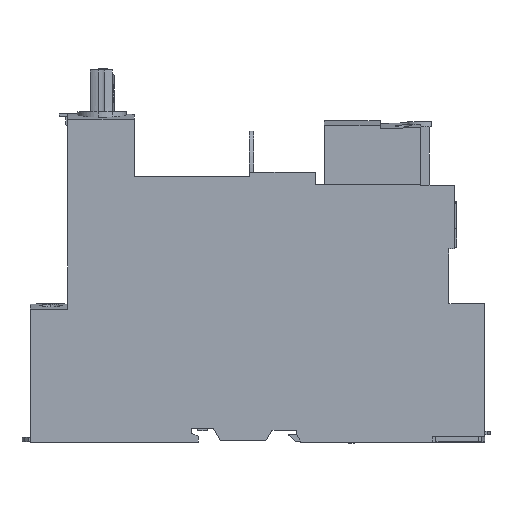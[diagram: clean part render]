
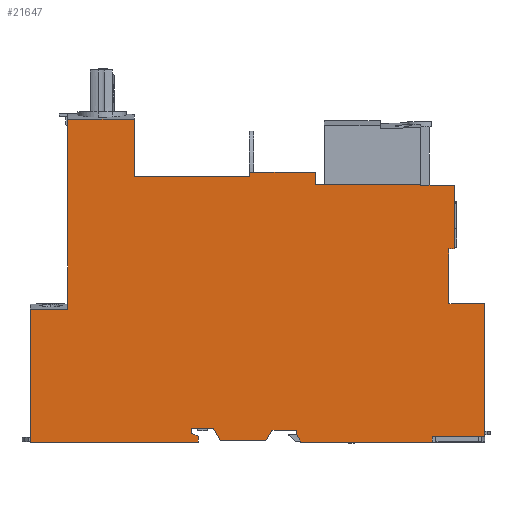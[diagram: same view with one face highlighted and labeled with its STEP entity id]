
A CAD part, left-side view. The second image highlights one B-rep face of the part: STEP entity #21647.
In plain terms, the highlighted planar face has unit normal (-1, 0, 0).
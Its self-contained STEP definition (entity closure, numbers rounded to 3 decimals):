
#156=DIRECTION('',(0.,1.,0.));
#157=VECTOR('',#156,11.45);
#158=CARTESIAN_POINT('',(0.,82.8,87.3));
#159=LINE('',#158,#157);
#3607=DIRECTION('',(0.,0.,-1.));
#3608=VECTOR('',#3607,64.352);
#3609=CARTESIAN_POINT('',(0.,213.9,109.699));
#3610=LINE('',#3609,#3608);
#3678=DIRECTION('',(0.,0.,1.));
#3679=VECTOR('',#3678,1.7);
#3680=CARTESIAN_POINT('',(0.,171.9,3.3));
#3681=LINE('',#3680,#3679);
#3685=DIRECTION('',(0.,0.906,0.423));
#3686=VECTOR('',#3685,2.538);
#3687=CARTESIAN_POINT('',(0.,169.6,2.227));
#3688=LINE('',#3687,#3686);
#3692=CARTESIAN_POINT('',(0.,226.3,0.6));
#3693=DIRECTION('',(1.,0.,0.));
#3694=DIRECTION('',(0.,0.,-1.));
#3695=AXIS2_PLACEMENT_3D('',#3692,#3693,#3694);
#3700=DIRECTION('',(0.,-1.,0.));
#3701=VECTOR('',#3700,12.7);
#3702=CARTESIAN_POINT('',(0.,226.6,45.346));
#3703=LINE('',#3702,#3701);
#3707=DIRECTION('',(0.,1.,0.));
#3708=VECTOR('',#3707,22.6);
#3709=CARTESIAN_POINT('',(0.,191.3,109.699));
#3710=LINE('',#3709,#3708);
#3714=DIRECTION('',(0.,0.,1.));
#3715=VECTOR('',#3714,1.373);
#3716=CARTESIAN_POINT('',(0.,152.228,90.3));
#3717=LINE('',#3716,#3715);
#3721=DIRECTION('',(0.,-1.,0.));
#3722=VECTOR('',#3721,22.33);
#3723=CARTESIAN_POINT('',(0.,152.228,91.673));
#3724=LINE('',#3723,#3722);
#3728=DIRECTION('',(0.,0.,-1.));
#3729=VECTOR('',#3728,0.173);
#3730=CARTESIAN_POINT('',(0.,94.25,87.473));
#3731=LINE('',#3730,#3729);
#3735=DIRECTION('',(0.,0.,1.));
#3736=VECTOR('',#3735,21.378);
#3737=CARTESIAN_POINT('',(0.,82.8,65.922));
#3738=LINE('',#3737,#3736);
#3742=CARTESIAN_POINT('',(0.,116.167,464.528));
#3743=DIRECTION('',(-1.,0.,0.));
#3744=DIRECTION('',(0.,-0.079,-0.997));
#3745=AXIS2_PLACEMENT_3D('',#3742,#3743,#3744);
#3750=DIRECTION('',(0.,0.,-1.));
#3751=VECTOR('',#3750,18.568);
#3752=CARTESIAN_POINT('',(0.,84.7,65.768));
#3753=LINE('',#3752,#3751);
#3757=DIRECTION('',(0.,-1.,0.));
#3758=VECTOR('',#3757,12.1);
#3759=CARTESIAN_POINT('',(0.,84.7,47.2));
#3760=LINE('',#3759,#3758);
#3764=DIRECTION('',(0.,1.,0.));
#3765=VECTOR('',#3764,17.7);
#3766=CARTESIAN_POINT('',(0.,72.6,2.1));
#3767=LINE('',#3766,#3765);
#3771=DIRECTION('',(0.,0.,-1.));
#3772=VECTOR('',#3771,1.8);
#3773=CARTESIAN_POINT('',(0.,90.3,2.1));
#3774=LINE('',#3773,#3772);
#3778=DIRECTION('',(0.,0.,-1.));
#3779=VECTOR('',#3778,1.402);
#3780=CARTESIAN_POINT('',(0.,136.3,4.3));
#3781=LINE('',#3780,#3779);
#3785=DIRECTION('',(0.,1.,0.));
#3786=VECTOR('',#3785,15.4);
#3787=CARTESIAN_POINT('',(0.,146.7,0.8));
#3788=LINE('',#3787,#3786);
#3792=DIRECTION('',(0.,-1.,0.));
#3793=VECTOR('',#3792,7.375);
#3794=CARTESIAN_POINT('',(0.,171.9,5.));
#3795=LINE('',#3794,#3793);
#3939=DIRECTION('',(0.,-0.5,-0.866));
#3940=VECTOR('',#3939,4.85);
#3941=CARTESIAN_POINT('',(0.,164.525,5.));
#3942=LINE('',#3941,#3940);
#4013=DIRECTION('',(0.,-0.5,0.866));
#4014=VECTOR('',#4013,4.041);
#4015=CARTESIAN_POINT('',(0.,146.7,0.8));
#4016=LINE('',#4015,#4014);
#4041=DIRECTION('',(0.,-1.,0.));
#4042=VECTOR('',#4041,8.379);
#4043=CARTESIAN_POINT('',(0.,144.679,4.3));
#4044=LINE('',#4043,#4042);
#4252=DIRECTION('',(0.,-1.,0.));
#4253=VECTOR('',#4252,44.5);
#4254=CARTESIAN_POINT('',(0.,134.8,0.3));
#4255=LINE('',#4254,#4253);
#5212=DIRECTION('',(0.,0.,1.));
#5213=VECTOR('',#5212,45.1);
#5214=CARTESIAN_POINT('',(0.,72.6,2.1));
#5215=LINE('',#5214,#5213);
#8012=DIRECTION('',(0.,-0.5,-0.866));
#8013=VECTOR('',#8012,3.);
#8014=CARTESIAN_POINT('',(0.,136.3,2.898));
#8015=LINE('',#8014,#8013);
#9683=DIRECTION('',(0.,-1.,0.));
#9684=VECTOR('',#9683,56.7);
#9685=CARTESIAN_POINT('',(0.,226.3,0.3));
#9686=LINE('',#9685,#9684);
#10791=DIRECTION('',(0.,0.,-1.));
#10792=VECTOR('',#10791,44.746);
#10793=CARTESIAN_POINT('',(0.,226.6,45.346));
#10794=LINE('',#10793,#10792);
#13369=DIRECTION('',(0.,0.,1.));
#13370=VECTOR('',#13369,1.927);
#13371=CARTESIAN_POINT('',(0.,169.6,0.3));
#13372=LINE('',#13371,#13370);
#13418=DIRECTION('',(0.,0.,1.));
#13419=VECTOR('',#13418,19.399);
#13420=CARTESIAN_POINT('',(0.,191.3,90.3));
#13421=LINE('',#13420,#13419);
#13587=DIRECTION('',(0.,1.,0.));
#13588=VECTOR('',#13587,39.072);
#13589=CARTESIAN_POINT('',(0.,152.228,90.3));
#13590=LINE('',#13589,#13588);
#13800=DIRECTION('',(0.,0.,1.));
#13801=VECTOR('',#13800,4.2);
#13802=CARTESIAN_POINT('',(0.,129.898,87.473));
#13803=LINE('',#13802,#13801);
#13835=DIRECTION('',(0.,1.,0.));
#13836=VECTOR('',#13835,35.648);
#13837=CARTESIAN_POINT('',(0.,94.25,87.473));
#13838=LINE('',#13837,#13836);
#15709=CARTESIAN_POINT('',(0.,169.6,2.227));
#15710=CARTESIAN_POINT('',(0.,171.9,3.3));
#15711=VERTEX_POINT('',#15709);
#15712=VERTEX_POINT('',#15710);
#15713=CARTESIAN_POINT('',(0.,171.9,5.));
#15714=VERTEX_POINT('',#15713);
#15715=CARTESIAN_POINT('',(0.,136.3,4.3));
#15716=CARTESIAN_POINT('',(0.,136.3,2.898));
#15717=VERTEX_POINT('',#15715);
#15718=VERTEX_POINT('',#15716);
#15729=CARTESIAN_POINT('',(0.,169.6,0.3));
#15730=VERTEX_POINT('',#15729);
#15733=CARTESIAN_POINT('',(0.,134.8,0.3));
#15734=VERTEX_POINT('',#15733);
#15737=CARTESIAN_POINT('',(0.,226.3,0.3));
#15738=CARTESIAN_POINT('',(0.,226.6,0.6));
#15739=VERTEX_POINT('',#15737);
#15740=VERTEX_POINT('',#15738);
#15741=CARTESIAN_POINT('',(0.,152.228,91.673));
#15742=CARTESIAN_POINT('',(0.,129.898,91.673));
#15743=VERTEX_POINT('',#15741);
#15744=VERTEX_POINT('',#15742);
#15749=CARTESIAN_POINT('',(0.,129.898,87.473));
#15751=VERTEX_POINT('',#15749);
#15753=CARTESIAN_POINT('',(0.,152.228,90.3));
#15754=CARTESIAN_POINT('',(0.,191.3,90.3));
#15755=VERTEX_POINT('',#15753);
#15756=VERTEX_POINT('',#15754);
#15925=CARTESIAN_POINT('',(0.,84.7,65.768));
#15926=CARTESIAN_POINT('',(0.,84.7,47.2));
#15927=VERTEX_POINT('',#15925);
#15928=VERTEX_POINT('',#15926);
#16523=CARTESIAN_POINT('',(0.,90.3,2.1));
#16524=CARTESIAN_POINT('',(0.,90.3,0.3));
#16525=VERTEX_POINT('',#16523);
#16526=VERTEX_POINT('',#16524);
#16959=CARTESIAN_POINT('',(0.,94.25,87.473));
#16960=CARTESIAN_POINT('',(0.,94.25,87.3));
#16961=VERTEX_POINT('',#16959);
#16962=VERTEX_POINT('',#16960);
#16973=CARTESIAN_POINT('',(0.,72.6,2.1));
#16974=VERTEX_POINT('',#16973);
#16975=CARTESIAN_POINT('',(0.,72.6,47.2));
#16976=VERTEX_POINT('',#16975);
#16979=CARTESIAN_POINT('',(0.,82.8,65.922));
#16980=CARTESIAN_POINT('',(0.,82.8,87.3));
#16981=VERTEX_POINT('',#16979);
#16982=VERTEX_POINT('',#16980);
#18212=CARTESIAN_POINT('',(0.,162.1,0.8));
#18214=VERTEX_POINT('',#18212);
#18216=CARTESIAN_POINT('',(0.,146.7,0.8));
#18218=VERTEX_POINT('',#18216);
#18220=CARTESIAN_POINT('',(0.,164.525,5.));
#18222=VERTEX_POINT('',#18220);
#18224=CARTESIAN_POINT('',(0.,144.679,4.3));
#18226=VERTEX_POINT('',#18224);
#18452=CARTESIAN_POINT('',(0.,191.3,109.699));
#18453=CARTESIAN_POINT('',(0.,213.9,109.699));
#18454=VERTEX_POINT('',#18452);
#18455=VERTEX_POINT('',#18453);
#18460=CARTESIAN_POINT('',(0.,226.6,45.346));
#18461=CARTESIAN_POINT('',(0.,213.9,45.346));
#18462=VERTEX_POINT('',#18460);
#18463=VERTEX_POINT('',#18461);
#21580=CARTESIAN_POINT('',(0.,0.,0.));
#21581=DIRECTION('',(1.,0.,0.));
#21582=DIRECTION('',(0.,0.,-1.));
#21583=AXIS2_PLACEMENT_3D('',#21580,#21581,#21582);
#21584=PLANE('',#21583);
#21586=ORIENTED_EDGE('',*,*,#21585,.F.);
#21588=ORIENTED_EDGE('',*,*,#21587,.F.);
#21590=ORIENTED_EDGE('',*,*,#21589,.F.);
#21592=ORIENTED_EDGE('',*,*,#21591,.F.);
#21594=ORIENTED_EDGE('',*,*,#21593,.F.);
#21596=ORIENTED_EDGE('',*,*,#21595,.T.);
#21598=ORIENTED_EDGE('',*,*,#21597,.F.);
#21600=ORIENTED_EDGE('',*,*,#21599,.T.);
#21601=ORIENTED_EDGE('',*,*,#21531,.F.);
#21602=ORIENTED_EDGE('',*,*,#20804,.F.);
#21604=ORIENTED_EDGE('',*,*,#21603,.F.);
#21606=ORIENTED_EDGE('',*,*,#21605,.F.);
#21608=ORIENTED_EDGE('',*,*,#21607,.T.);
#21610=ORIENTED_EDGE('',*,*,#21609,.T.);
#21612=ORIENTED_EDGE('',*,*,#21611,.F.);
#21614=ORIENTED_EDGE('',*,*,#21613,.F.);
#21616=ORIENTED_EDGE('',*,*,#21615,.T.);
#21617=ORIENTED_EDGE('',*,*,#18575,.F.);
#21618=ORIENTED_EDGE('',*,*,#19148,.F.);
#21620=ORIENTED_EDGE('',*,*,#21619,.F.);
#21622=ORIENTED_EDGE('',*,*,#21621,.T.);
#21624=ORIENTED_EDGE('',*,*,#21623,.T.);
#21626=ORIENTED_EDGE('',*,*,#21625,.F.);
#21628=ORIENTED_EDGE('',*,*,#21627,.T.);
#21630=ORIENTED_EDGE('',*,*,#21629,.T.);
#21632=ORIENTED_EDGE('',*,*,#21631,.F.);
#21634=ORIENTED_EDGE('',*,*,#21633,.F.);
#21636=ORIENTED_EDGE('',*,*,#21635,.F.);
#21638=ORIENTED_EDGE('',*,*,#21637,.F.);
#21640=ORIENTED_EDGE('',*,*,#21639,.F.);
#21642=ORIENTED_EDGE('',*,*,#21641,.T.);
#21644=ORIENTED_EDGE('',*,*,#21643,.F.);
#21645=EDGE_LOOP('',(#21586,#21588,#21590,#21592,#21594,#21596,#21598,#21600,
#21601,#21602,#21604,#21606,#21608,#21610,#21612,#21614,#21616,#21617,#21618,
#21620,#21622,#21624,#21626,#21628,#21630,#21632,#21634,#21636,#21638,#21640,
#21642,#21644));
#21646=FACE_OUTER_BOUND('',#21645,.F.);
#3696=CIRCLE('',#3695,0.3);
#3746=CIRCLE('',#3745,400.);
#18575=EDGE_CURVE('',#16982,#16962,#159,.T.);
#19148=EDGE_CURVE('',#16981,#16982,#3738,.T.);
#20804=EDGE_CURVE('',#18454,#18455,#3710,.T.);
#21531=EDGE_CURVE('',#18455,#18463,#3610,.T.);
#21585=EDGE_CURVE('',#15714,#18222,#3795,.T.);
#21587=EDGE_CURVE('',#15712,#15714,#3681,.T.);
#21589=EDGE_CURVE('',#15711,#15712,#3688,.T.);
#21591=EDGE_CURVE('',#15730,#15711,#13372,.T.);
#21593=EDGE_CURVE('',#15739,#15730,#9686,.T.);
#21595=EDGE_CURVE('',#15739,#15740,#3696,.T.);
#21597=EDGE_CURVE('',#18462,#15740,#10794,.T.);
#21599=EDGE_CURVE('',#18462,#18463,#3703,.T.);
#21603=EDGE_CURVE('',#15756,#18454,#13421,.T.);
#21605=EDGE_CURVE('',#15755,#15756,#13590,.T.);
#21607=EDGE_CURVE('',#15755,#15743,#3717,.T.);
#21609=EDGE_CURVE('',#15743,#15744,#3724,.T.);
#21611=EDGE_CURVE('',#15751,#15744,#13803,.T.);
#21613=EDGE_CURVE('',#16961,#15751,#13838,.T.);
#21615=EDGE_CURVE('',#16961,#16962,#3731,.T.);
#21619=EDGE_CURVE('',#15927,#16981,#3746,.T.);
#21621=EDGE_CURVE('',#15927,#15928,#3753,.T.);
#21623=EDGE_CURVE('',#15928,#16976,#3760,.T.);
#21625=EDGE_CURVE('',#16974,#16976,#5215,.T.);
#21627=EDGE_CURVE('',#16974,#16525,#3767,.T.);
#21629=EDGE_CURVE('',#16525,#16526,#3774,.T.);
#21631=EDGE_CURVE('',#15734,#16526,#4255,.T.);
#21633=EDGE_CURVE('',#15718,#15734,#8015,.T.);
#21635=EDGE_CURVE('',#15717,#15718,#3781,.T.);
#21637=EDGE_CURVE('',#18226,#15717,#4044,.T.);
#21639=EDGE_CURVE('',#18218,#18226,#4016,.T.);
#21641=EDGE_CURVE('',#18218,#18214,#3788,.T.);
#21643=EDGE_CURVE('',#18222,#18214,#3942,.T.);
#21647=ADVANCED_FACE('',(#21646),#21584,.F.);
